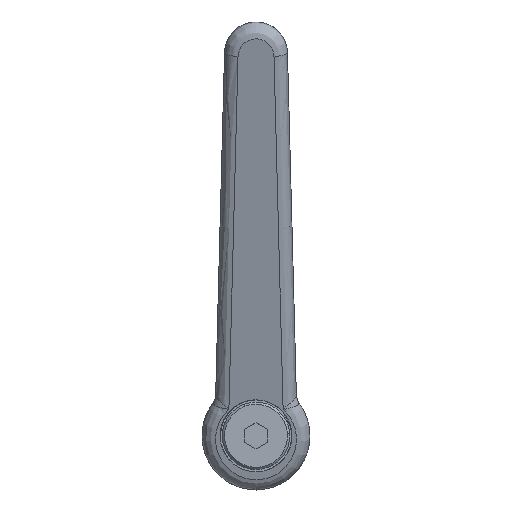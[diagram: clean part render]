
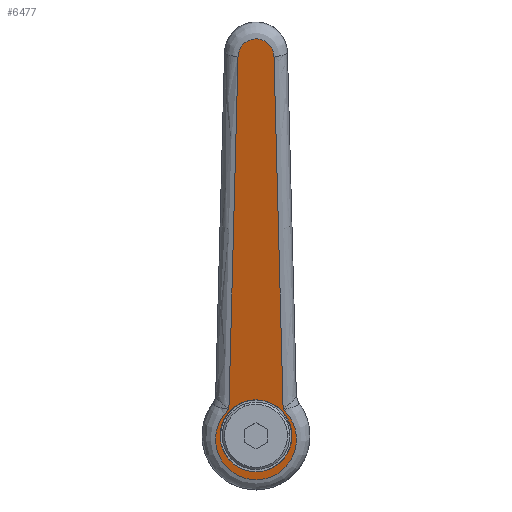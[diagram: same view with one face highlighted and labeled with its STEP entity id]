
A CAD part, top view. The second image highlights one B-rep face of the part: STEP entity #6477.
In plain terms, the highlighted free-form (B-spline) face has degree [1, 1] with [2, 2] control points.
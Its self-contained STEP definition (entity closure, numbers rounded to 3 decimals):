
#1632=CARTESIAN_POINT('',(-0.07,-8.,41.126));
#1633=VERTEX_POINT('',#1632);
#1639=CARTESIAN_POINT('',(8.,0.,43.299));
#1640=VERTEX_POINT('',#1639);
#1641=CARTESIAN_POINT('',(8.,0.,43.299));
#1642=CARTESIAN_POINT('',(8.,-8.0,43.299));
#1643=CARTESIAN_POINT('',(0.,-8.0,41.145));
#1644=CARTESIAN_POINT('',(-0.035,-8.0,41.136));
#1645=CARTESIAN_POINT('',(-0.07,-8.,41.126));
#1653=(BOUNDED_CURVE()B_SPLINE_CURVE(2,(#1641,#1642,#1643,#1644,#1645),.UNSPECIFIED.,.F.,.U.)B_SPLINE_CURVE_WITH_KNOTS((3,2,3),(0.5,0.75,0.752),.UNSPECIFIED.)CURVE()GEOMETRIC_REPRESENTATION_ITEM()RATIONAL_B_SPLINE_CURVE((1.0,0.707,1.0,0.998,0.996))REPRESENTATION_ITEM(''));
#1654=EDGE_CURVE('',#1640,#1633,#1653,.T.);
#1656=CARTESIAN_POINT('',(-1.328,7.889,40.788));
#1657=VERTEX_POINT('',#1656);
#1658=CARTESIAN_POINT('',(-1.328,7.889,40.788));
#1659=CARTESIAN_POINT('',(-0.668,8.0,40.965));
#1660=CARTESIAN_POINT('',(0.,8.0,41.145));
#1661=CARTESIAN_POINT('',(8.,8.0,43.299));
#1662=CARTESIAN_POINT('',(8.,0.,43.299));
#1670=(BOUNDED_CURVE()B_SPLINE_CURVE(2,(#1658,#1659,#1660,#1661,#1662),.UNSPECIFIED.,.F.,.U.)B_SPLINE_CURVE_WITH_KNOTS((3,2,3),(0.221,0.25,0.5),.UNSPECIFIED.)CURVE()GEOMETRIC_REPRESENTATION_ITEM()RATIONAL_B_SPLINE_CURVE((0.941,0.967,1.0,0.707,1.0))REPRESENTATION_ITEM(''));
#1671=EDGE_CURVE('',#1657,#1640,#1670,.T.);
#1719=CARTESIAN_POINT('',(-8.,0.0,38.991));
#1720=VERTEX_POINT('',#1719);
#1721=CARTESIAN_POINT('',(-8.,0.0,38.991));
#1722=CARTESIAN_POINT('',(-8.,6.766,38.991));
#1723=CARTESIAN_POINT('',(-1.328,7.889,40.788));
#1731=(BOUNDED_CURVE()B_SPLINE_CURVE(2,(#1721,#1722,#1723),.UNSPECIFIED.,.F.,.U.)B_SPLINE_CURVE_WITH_KNOTS((3,3),(0.0,0.221),.UNSPECIFIED.)CURVE()GEOMETRIC_REPRESENTATION_ITEM()RATIONAL_B_SPLINE_CURVE((1.0,0.741,0.941))REPRESENTATION_ITEM(''));
#1732=EDGE_CURVE('',#1720,#1657,#1731,.T.);
#1734=CARTESIAN_POINT('',(-0.07,-8.,41.126));
#1735=CARTESIAN_POINT('',(-8.,-7.93,38.991));
#1736=CARTESIAN_POINT('',(-8.,0.0,38.991));
#1744=(BOUNDED_CURVE()B_SPLINE_CURVE(2,(#1734,#1735,#1736),.UNSPECIFIED.,.F.,.U.)B_SPLINE_CURVE_WITH_KNOTS((3,3),(0.752,1.0),.UNSPECIFIED.)CURVE()GEOMETRIC_REPRESENTATION_ITEM()RATIONAL_B_SPLINE_CURVE((0.996,0.709,1.0))REPRESENTATION_ITEM(''));
#1745=EDGE_CURVE('',#1633,#1720,#1744,.T.);
#4712=CARTESIAN_POINT('',(5.9,6.032,42.734));
#4713=VERTEX_POINT('',#4712);
#5053=CARTESIAN_POINT('',(5.9,-6.032,42.734));
#5054=VERTEX_POINT('',#5053);
#5911=CARTESIAN_POINT('',(84.324,-3.999,63.848));
#5912=VERTEX_POINT('',#5911);
#5913=CARTESIAN_POINT('',(5.9,-6.032,42.734));
#5914=CARTESIAN_POINT('',(84.324,-3.999,63.848));
#5915=QUASI_UNIFORM_CURVE('',1,(#5913,#5914),.UNSPECIFIED.,.F.,.U.);
#5916=EDGE_CURVE('',#5054,#5912,#5915,.T.);
#6122=CARTESIAN_POINT('',(5.9,6.032,42.734));
#6123=CARTESIAN_POINT('',(1.758,10.619,41.619));
#6124=CARTESIAN_POINT('',(-4.011,8.4,40.065));
#6125=CARTESIAN_POINT('',(-9.78,6.181,38.512));
#6126=CARTESIAN_POINT('',(-9.78,0.,38.512));
#6127=CARTESIAN_POINT('',(-9.78,-6.181,38.512));
#6128=CARTESIAN_POINT('',(-4.011,-8.4,40.065));
#6129=CARTESIAN_POINT('',(1.758,-10.619,41.619));
#6130=CARTESIAN_POINT('',(5.9,-6.032,42.734));
#6138=(BOUNDED_CURVE()B_SPLINE_CURVE(2,(#6122,#6123,#6124,#6125,#6126,#6127,#6128,#6129,#6130),.UNSPECIFIED.,.F.,.U.)B_SPLINE_CURVE_WITH_KNOTS((3,2,2,2,3),(0.0,0.25,0.5,0.75,1.0),.UNSPECIFIED.)CURVE()GEOMETRIC_REPRESENTATION_ITEM()RATIONAL_B_SPLINE_CURVE((1.0,0.824,1.0,0.824,1.0,0.824,1.0,0.824,1.0))REPRESENTATION_ITEM(''));
#6139=EDGE_CURVE('',#4713,#5054,#6138,.T.);
#6227=CARTESIAN_POINT('',(84.324,3.999,63.848));
#6228=VERTEX_POINT('',#6227);
#6244=CARTESIAN_POINT('',(84.324,-3.999,63.848));
#6245=CARTESIAN_POINT('',(88.22,-3.898,64.897));
#6246=CARTESIAN_POINT('',(88.22,0.,64.897));
#6247=CARTESIAN_POINT('',(88.22,3.898,64.897));
#6248=CARTESIAN_POINT('',(84.324,3.999,63.848));
#6256=(BOUNDED_CURVE()B_SPLINE_CURVE(2,(#6244,#6245,#6246,#6247,#6248),.UNSPECIFIED.,.F.,.U.)B_SPLINE_CURVE_WITH_KNOTS((3,2,3),(0.0,0.5,1.0),.UNSPECIFIED.)CURVE()GEOMETRIC_REPRESENTATION_ITEM()RATIONAL_B_SPLINE_CURVE((1.0,0.716,1.0,0.716,1.0))REPRESENTATION_ITEM(''));
#6257=EDGE_CURVE('',#5912,#6228,#6256,.T.);
#6298=CARTESIAN_POINT('',(84.324,3.999,63.848));
#6299=CARTESIAN_POINT('',(5.9,6.032,42.734));
#6300=QUASI_UNIFORM_CURVE('',1,(#6298,#6299),.UNSPECIFIED.,.F.,.U.);
#6301=EDGE_CURVE('',#6228,#4713,#6300,.T.);
#6460=CARTESIAN_POINT('',(-14.675,-9.892,37.194));
#6461=CARTESIAN_POINT('',(93.115,-9.892,66.215));
#6462=CARTESIAN_POINT('',(-14.675,9.892,37.194));
#6463=CARTESIAN_POINT('',(93.115,9.892,66.215));
#6464=B_SPLINE_SURFACE_WITH_KNOTS('',1,1,((#6460,#6462),(#6461,#6463)),.UNSPECIFIED.,.F.,.F.,.U.,(2,2),(2,2),(0.0,111.628),(0.0,19.783),.UNSPECIFIED.);
#6465=ORIENTED_EDGE('',*,*,#5916,.T.);
#6466=ORIENTED_EDGE('',*,*,#6257,.T.);
#6467=ORIENTED_EDGE('',*,*,#6301,.T.);
#6468=ORIENTED_EDGE('',*,*,#6139,.T.);
#6469=EDGE_LOOP('',(#6465,#6466,#6467,#6468));
#6470=FACE_OUTER_BOUND('',#6469,.T.);
#6471=ORIENTED_EDGE('',*,*,#1654,.T.);
#6472=ORIENTED_EDGE('',*,*,#1745,.T.);
#6473=ORIENTED_EDGE('',*,*,#1732,.T.);
#6474=ORIENTED_EDGE('',*,*,#1671,.T.);
#6475=EDGE_LOOP('',(#6471,#6472,#6473,#6474));
#6476=FACE_BOUND('',#6475,.T.);
#6477=ADVANCED_FACE('',(#6470,#6476),#6464,.T.);
